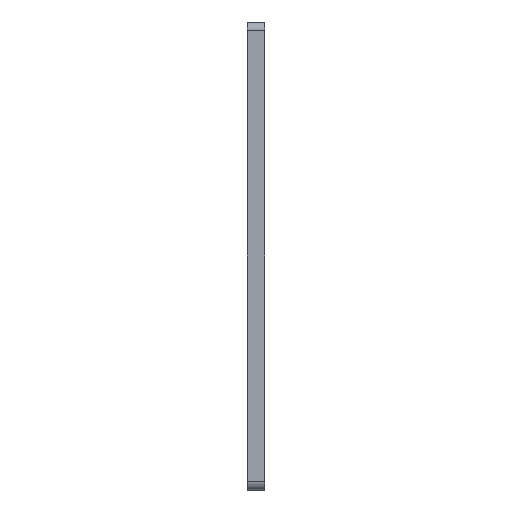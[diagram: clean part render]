
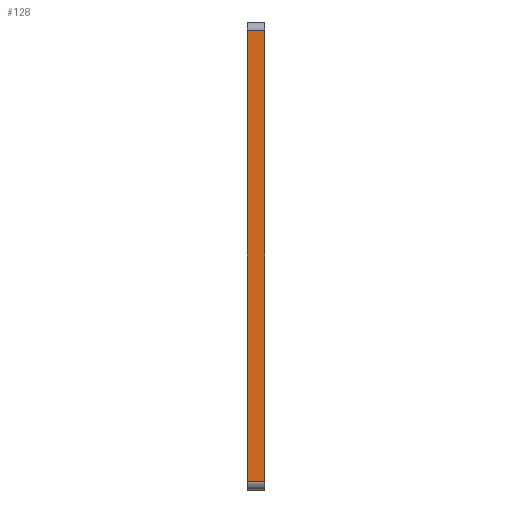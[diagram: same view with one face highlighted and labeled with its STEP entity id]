
A CAD part, left-side view. The second image highlights one B-rep face of the part: STEP entity #128.
In plain terms, the highlighted planar face has unit normal (-1, 0, 0).
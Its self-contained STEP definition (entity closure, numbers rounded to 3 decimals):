
#7 = CARTESIAN_POINT ( 'NONE',  ( -100., 0., 52.5 ) ) ;
#14 = LINE ( 'NONE', #1422, #1286 ) ;
#128 = ADVANCED_FACE ( 'NONE', ( #409 ), #667, .T. ) ;
#257 = EDGE_CURVE ( 'NONE', #1362, #643, #856, .T. ) ;
#279 = AXIS2_PLACEMENT_3D ( 'NONE', #1307, #1169, #1060 ) ;
#311 = DIRECTION ( 'NONE',  ( 0., -1., 0. ) ) ;
#327 = DIRECTION ( 'NONE',  ( 0., 1., 0. ) ) ;
#351 = EDGE_CURVE ( 'NONE', #1362, #1445, #1275, .T. ) ;
#354 = LINE ( 'NONE', #1231, #626 ) ;
#409 = FACE_OUTER_BOUND ( 'NONE', #1021, .T. ) ;
#510 = EDGE_CURVE ( 'NONE', #1580, #1445, #14, .T. ) ;
#571 = EDGE_CURVE ( 'NONE', #643, #1580, #354, .T. ) ;
#626 = VECTOR ( 'NONE', #994, 1000. ) ;
#641 = DIRECTION ( 'NONE',  ( 0., 0., -1. ) ) ;
#643 = VERTEX_POINT ( 'NONE', #646 ) ;
#646 = CARTESIAN_POINT ( 'NONE',  ( -100., 4., 50.5 ) ) ;
#667 = PLANE ( 'NONE',  #279 ) ;
#674 = VECTOR ( 'NONE', #327, 1000. ) ;
#688 = ORIENTED_EDGE ( 'NONE', *, *, #510, .T. ) ;
#709 = ORIENTED_EDGE ( 'NONE', *, *, #351, .F. ) ;
#856 = LINE ( 'NONE', #970, #674 ) ;
#865 = VECTOR ( 'NONE', #641, 1000. ) ;
#915 = ORIENTED_EDGE ( 'NONE', *, *, #257, .T. ) ;
#941 = CARTESIAN_POINT ( 'NONE',  ( -100., 0., -50.5 ) ) ;
#970 = CARTESIAN_POINT ( 'NONE',  ( -100., 0., 50.5 ) ) ;
#994 = DIRECTION ( 'NONE',  ( 0., 0., -1. ) ) ;
#1021 = EDGE_LOOP ( 'NONE', ( #709, #915, #1044, #688 ) ) ;
#1044 = ORIENTED_EDGE ( 'NONE', *, *, #571, .T. ) ;
#1060 = DIRECTION ( 'NONE',  ( 0., 0., 1. ) ) ;
#1113 = CARTESIAN_POINT ( 'NONE',  ( -100., 4., -50.5 ) ) ;
#1169 = DIRECTION ( 'NONE',  ( -1., 0., 0. ) ) ;
#1231 = CARTESIAN_POINT ( 'NONE',  ( -100., 4., 52.5 ) ) ;
#1256 = CARTESIAN_POINT ( 'NONE',  ( -100., 0., 50.5 ) ) ;
#1275 = LINE ( 'NONE', #7, #865 ) ;
#1286 = VECTOR ( 'NONE', #311, 1000. ) ;
#1307 = CARTESIAN_POINT ( 'NONE',  ( -100., 0., -52.5 ) ) ;
#1362 = VERTEX_POINT ( 'NONE', #1256 ) ;
#1422 = CARTESIAN_POINT ( 'NONE',  ( -100., 0., -50.5 ) ) ;
#1445 = VERTEX_POINT ( 'NONE', #941 ) ;
#1580 = VERTEX_POINT ( 'NONE', #1113 ) ;
